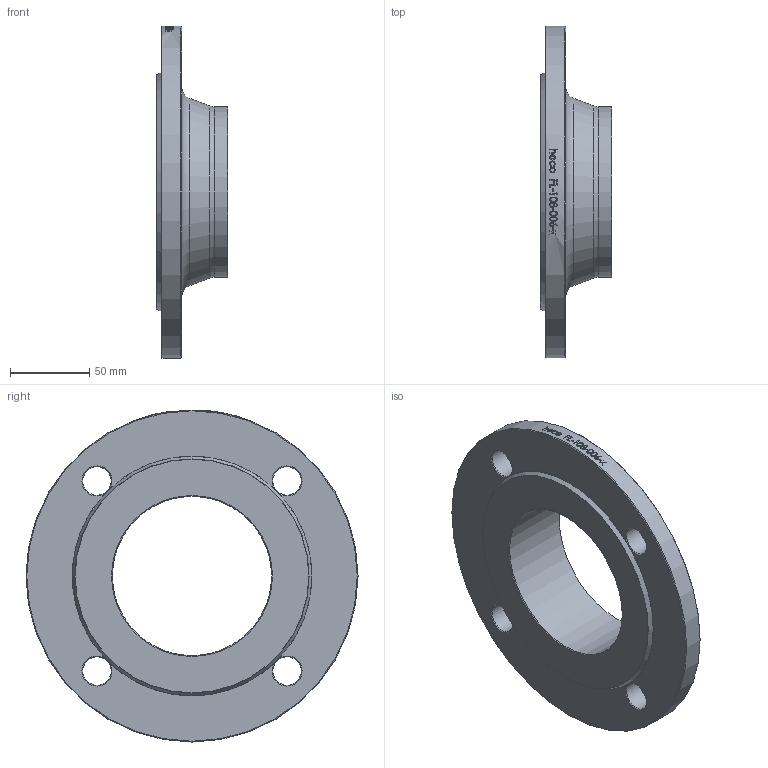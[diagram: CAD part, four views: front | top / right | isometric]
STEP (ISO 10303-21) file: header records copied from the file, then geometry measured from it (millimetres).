
FILE_DESCRIPTION (( 'STEP AP214' ), '1' );
FILE_NAME ('FL-108-006-x Vorschweissflansch PN6 Din DIN2631 2008.STEP', '2020-08-24T11:04:41', ( '' ), ( '' ), 'SwSTEP 2.0', 'SolidWorks 2019', '' );
FILE_SCHEMA (( 'AUTOMOTIVE_DESIGN' ));
Length unit declared in the file: millimetre
Products named in the file (1): FL-108-006-x Vorschweissflansch PN6 Din DIN2631 2008
Bounding box: 45 x 210 x 210 mm (x, y, z)
Volume: 421386.7 mm3; surface area: 84857 mm2
Topology: 1 solids, 1 shells, 56 faces, 229 edges, 197 vertices
Faces by surface type: cylinder 31, cone 13, plane 4, torus 4, bspline 4
Full cylindrical faces by diameter (mm): 18 x4, 100.8 x1, 108 x1, 210 x1
Entity records: 6295 total; most frequent: CARTESIAN_POINT 4376, ORIENTED_EDGE 402, DIRECTION 249, EDGE_CURVE 201, VERTEX_POINT 189, B_SPLINE_CURVE_WITH_KNOTS 119, AXIS2_PLACEMENT_3D 114, EDGE_LOOP 108
